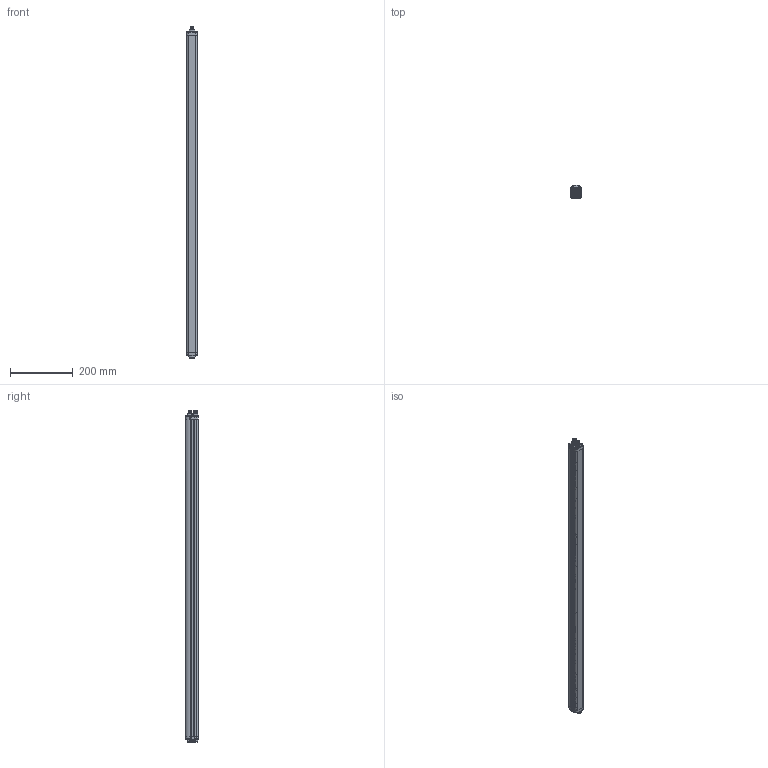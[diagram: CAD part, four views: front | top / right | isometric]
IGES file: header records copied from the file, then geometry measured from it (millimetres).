
Global section: file name: DSD-0362.igs; preprocessor: I-DEAS 3D IGES Translator 13; date: 20100830.150739; units: millimetre
Bounding box: 35 x 40.94 x 1062.5 mm (x, y, z)
Volume: 1284879.4 mm3; surface area: 269662.7 mm2
Topology: 14 solids, 14 shells, 2386 faces, 9002 edges, 7566 vertices
Faces by surface type: bspline 2386
